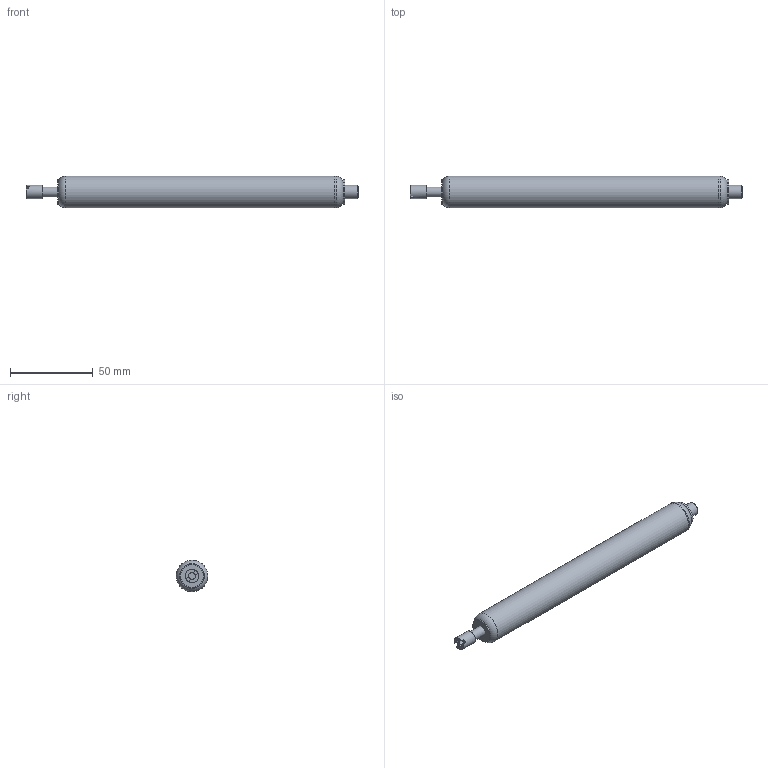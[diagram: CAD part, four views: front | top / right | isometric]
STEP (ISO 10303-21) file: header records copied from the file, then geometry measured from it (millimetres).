
FILE_DESCRIPTION((''),'2;1');
FILE_NAME('B0N0ZFC-100-182--005-100N.stp','2013-05-03T11:07:23',('CADNEU'),(''),'Autodesk Inventor 2012','Autodesk Inventor 2012','');
FILE_SCHEMA(('AUTOMOTIVE_DESIGN { 1 0 10303 214 1 1 1 1 }'));
Length unit declared in the file: millimetre
Products named in the file (6): B0N0ZFC-100-182--005-100N; Zylinder_19; Kolbenstange_06; Gewindeanschluß_V0; Gewindeanschluß_N0_19; GEM8M5x10
Assembly tree (5 placements, depth 2):
  B0N0ZFC-100-182--005-100N
    Zylinder_19
    Kolbenstange_06
    Gewindeanschluß_V0
    Gewindeanschluß_N0_19
    GEM8M5x10
Bounding box: 200 x 19 x 19 mm (x, y, z)
Volume: 52436.1 mm3; surface area: 14202 mm2
Topology: 5 solids, 5 shells, 33 faces, 61 edges, 38 vertices
Faces by surface type: plane 18, cylinder 8, cone 4, torus 3
Full cylindrical faces by diameter (mm): 4.134 x1, 5 x1, 6 x1, 8 x2, 14.9 x1, 19 x2
Entity records: 935 total; most frequent: DIRECTION 160, CARTESIAN_POINT 124, ORIENTED_EDGE 88, AXIS2_PLACEMENT_3D 72, EDGE_LOOP 50, EDGE_CURVE 44, VERTEX_POINT 36, FACE_OUTER_BOUND 33
